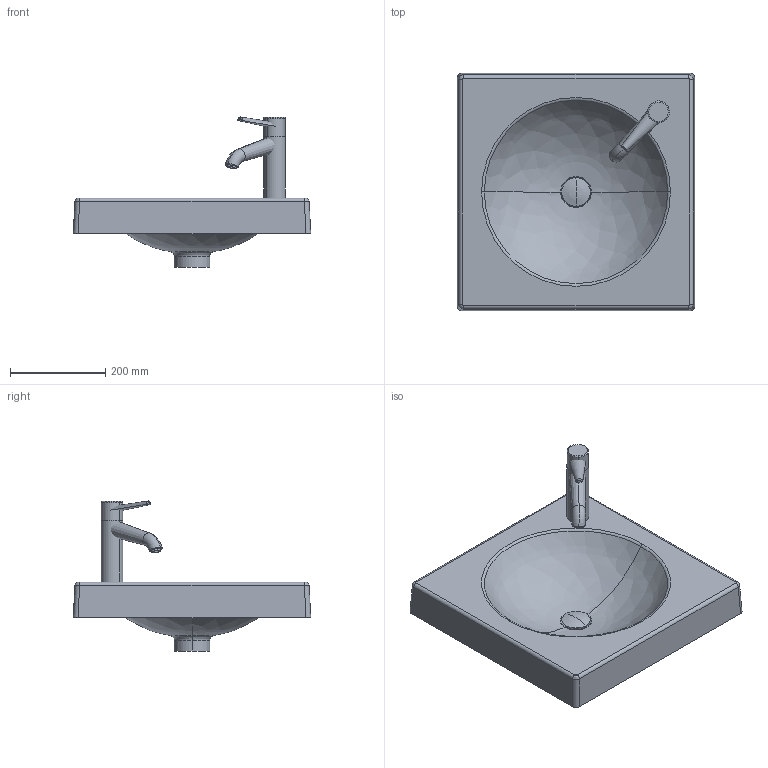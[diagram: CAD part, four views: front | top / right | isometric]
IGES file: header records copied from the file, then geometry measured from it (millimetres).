
Global section: file name: No Iges File Name specified; native system: AutoDesk Inventor R11.0; preprocessor: AutoDesk Inventor Iges Exporter R11.0; author: No Author specified; organization: No Organization specified; date: 20080116.124552; units: millimetre
Bounding box: 500 x 500 x 315.77 mm (x, y, z)
Volume: 5202457.7 mm3; surface area: 896772.3 mm2
Topology: 7 solids, 7 shells, 122 faces, 276 edges, 166 vertices
Faces by surface type: plane 34, cylinder 28, revolution 20, bspline 20, torus 16, cone 4
